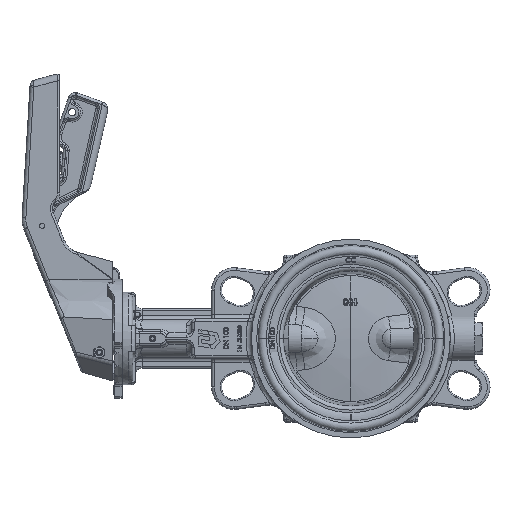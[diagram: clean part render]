
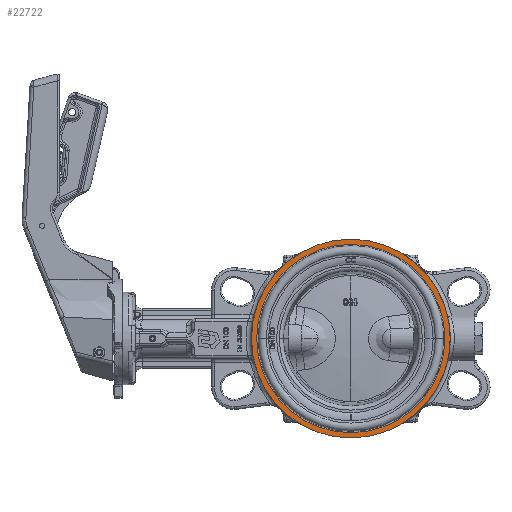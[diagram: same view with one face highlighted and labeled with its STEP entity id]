
A CAD part, left-side view. The second image highlights one B-rep face of the part: STEP entity #22722.
In plain terms, the highlighted planar face has unit normal (-1, 0, 0).
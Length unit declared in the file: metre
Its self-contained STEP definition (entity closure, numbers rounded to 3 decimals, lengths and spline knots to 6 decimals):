
#2129 = EDGE_LOOP ( 'NONE', ( #38318, #112565 ) ) ;
#9355 = CARTESIAN_POINT ( 'NONE',  ( -0.026, 0., 0.075 ) ) ;
#12872 = AXIS2_PLACEMENT_3D ( 'NONE', #68093, #48506, #104268 ) ;
#16123 = CARTESIAN_POINT ( 'NONE',  ( -0.026, 0., 0. ) ) ;
#16465 = VERTEX_POINT ( 'NONE', #111593 ) ;
#19144 = AXIS2_PLACEMENT_3D ( 'NONE', #16123, #81342, #35693 ) ;
#20042 = FACE_OUTER_BOUND ( 'NONE', #28525, .T. ) ;
#22407 = CARTESIAN_POINT ( 'NONE',  ( -0.026, 0., 0. ) ) ;
#22722 = ADVANCED_FACE ( 'NONE', ( #101295, #20042 ), #83487, .F. ) ;
#27854 = EDGE_CURVE ( 'NONE', #67211, #53811, #88642, .T. ) ;
#28525 = EDGE_LOOP ( 'NONE', ( #32298, #69917 ) ) ;
#30715 = DIRECTION ( 'NONE',  ( 1., 0., 0. ) ) ;
#32298 = ORIENTED_EDGE ( 'NONE', *, *, #104671, .T. ) ;
#32952 = EDGE_CURVE ( 'NONE', #16465, #35031, #60844, .T. ) ;
#35031 = VERTEX_POINT ( 'NONE', #60352 ) ;
#35693 = DIRECTION ( 'NONE',  ( 0., 0., -1. ) ) ;
#38318 = ORIENTED_EDGE ( 'NONE', *, *, #32952, .T. ) ;
#47888 = DIRECTION ( 'NONE',  ( 1., 0., 0. ) ) ;
#48506 = DIRECTION ( 'NONE',  ( -1., 0., 0. ) ) ;
#49230 = AXIS2_PLACEMENT_3D ( 'NONE', #90654, #47888, #74596 ) ;
#53811 = VERTEX_POINT ( 'NONE', #9355 ) ;
#59534 = CARTESIAN_POINT ( 'NONE',  ( -0.026, 0., 0. ) ) ;
#60352 = CARTESIAN_POINT ( 'NONE',  ( -0.026, 0., -0.071 ) ) ;
#60844 = CIRCLE ( 'NONE', #19144, 0.071 ) ;
#67211 = VERTEX_POINT ( 'NONE', #113698 ) ;
#68093 = CARTESIAN_POINT ( 'NONE',  ( -0.026, 0., 0. ) ) ;
#69014 = AXIS2_PLACEMENT_3D ( 'NONE', #59534, #97989, #77899 ) ;
#69917 = ORIENTED_EDGE ( 'NONE', *, *, #27854, .T. ) ;
#74596 = DIRECTION ( 'NONE',  ( 0., 0., -1. ) ) ;
#74656 = CIRCLE ( 'NONE', #69014, 0.075 ) ;
#77899 = DIRECTION ( 'NONE',  ( 0., 0., 1. ) ) ;
#81342 = DIRECTION ( 'NONE',  ( 1., 0., 0. ) ) ;
#83487 = PLANE ( 'NONE',  #49230 ) ;
#84660 = DIRECTION ( 'NONE',  ( 0., 0., -1. ) ) ;
#88642 = CIRCLE ( 'NONE', #12872, 0.075 ) ;
#90654 = CARTESIAN_POINT ( 'NONE',  ( -0.026, 0.075, 0. ) ) ;
#94821 = AXIS2_PLACEMENT_3D ( 'NONE', #22407, #30715, #84660 ) ;
#95701 = EDGE_CURVE ( 'NONE', #35031, #16465, #115660, .T. ) ;
#97989 = DIRECTION ( 'NONE',  ( -1., 0., 0. ) ) ;
#101295 = FACE_BOUND ( 'NONE', #2129, .T. ) ;
#104268 = DIRECTION ( 'NONE',  ( 0., 0., 1. ) ) ;
#104671 = EDGE_CURVE ( 'NONE', #53811, #67211, #74656, .T. ) ;
#111593 = CARTESIAN_POINT ( 'NONE',  ( -0.026, 0., 0.071 ) ) ;
#112565 = ORIENTED_EDGE ( 'NONE', *, *, #95701, .T. ) ;
#113698 = CARTESIAN_POINT ( 'NONE',  ( -0.026, 0., -0.075 ) ) ;
#115660 = CIRCLE ( 'NONE', #94821, 0.071 ) ;
